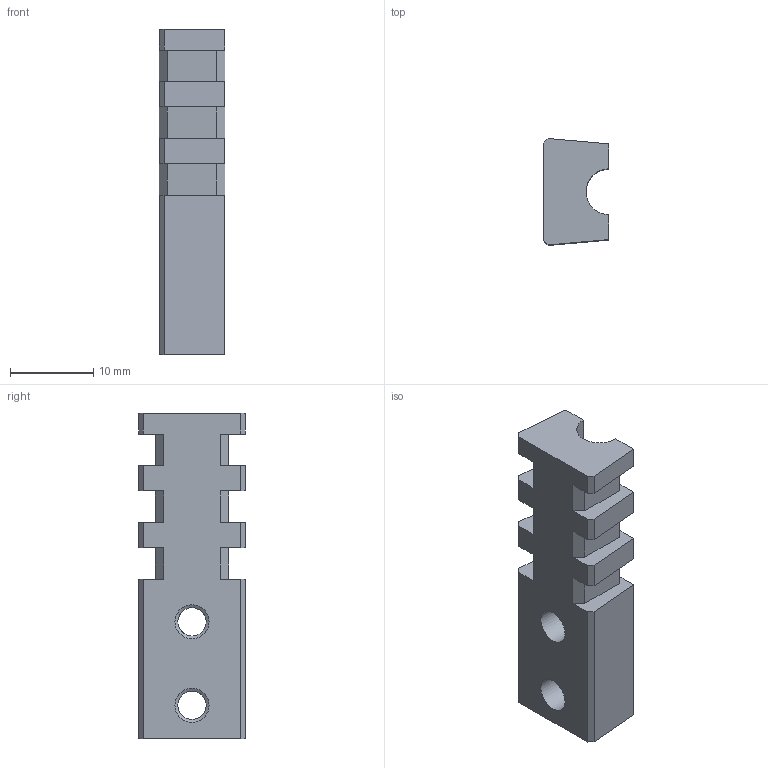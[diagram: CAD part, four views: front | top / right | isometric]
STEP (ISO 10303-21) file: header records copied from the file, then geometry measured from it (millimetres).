
FILE_DESCRIPTION(('FreeCAD Model'),'2;1');
FILE_NAME('Open CASCADE Shape Model','2024-08-09T00:18:28',(''),(''), 'Open CASCADE STEP processor 7.7','Ondsel','Unknown');
FILE_SCHEMA(('AUTOMOTIVE_DESIGN { 1 0 10303 214 1 1 1 1 }'));
Length unit declared in the file: millimetre
Products named in the file (2): Holder; Holder-Body
Assembly tree (1 placements, depth 2):
  Holder
    Holder-Body
Bounding box: 7.9 x 12.75 x 39 mm (x, y, z)
Volume: 2813.6 mm3; surface area: 1996.8 mm2
Topology: 1 solids, 1 shells, 58 faces, 190 edges, 134 vertices
Faces by surface type: plane 51, cylinder 5, cone 2
Full cylindrical faces by diameter (mm): 3.4 x2, 4.1 x2
Entity records: 2326 total; most frequent: CARTESIAN_POINT 586, ORIENTED_EDGE 380, DIRECTION 318, EDGE_CURVE 190, LINE 178, VECTOR 178, VERTEX_POINT 134, AXIS2_PLACEMENT_3D 70
